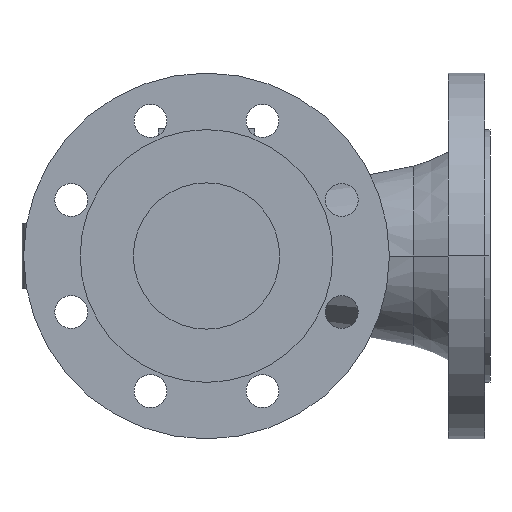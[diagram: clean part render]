
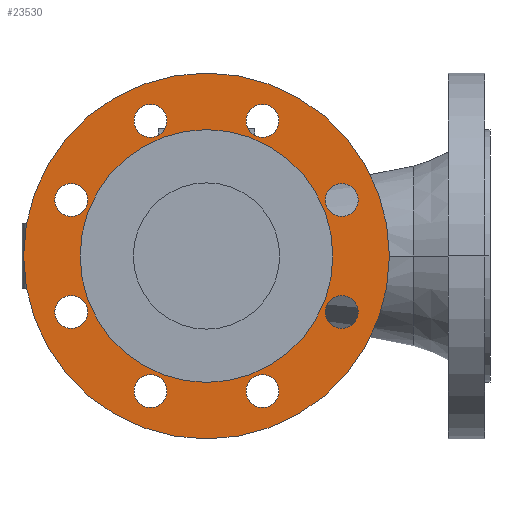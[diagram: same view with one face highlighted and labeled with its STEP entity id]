
A CAD part, front view. The second image highlights one B-rep face of the part: STEP entity #23530.
In plain terms, the highlighted planar face has unit normal (0, -1, 0).
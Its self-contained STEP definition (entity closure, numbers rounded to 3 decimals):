
#2020=CARTESIAN_POINT('',(69.1,3.,0.));
#2030=VERTEX_POINT('',#2020);
#2060=CARTESIAN_POINT('',(0.,3.,0.));
#2070=DIRECTION('',(0.,-1.,-0.));
#2080=DIRECTION('',(-1.,0.,0.));
#2090=AXIS2_PLACEMENT_3D('',#2060,#2070,#2080);
#2100=CIRCLE('',#2090,69.1);
#2110=CARTESIAN_POINT('',(-69.1,3.,0.));
#2120=VERTEX_POINT('',#2110);
#2130=EDGE_CURVE('',#2120,#2030,#2100,.T.);
#2420=CARTESIAN_POINT('',(-100.,3.,0.));
#2430=VERTEX_POINT('',#2420);
#2610=CARTESIAN_POINT('',(100.,3.,0.));
#2620=VERTEX_POINT('',#2610);
#2650=CARTESIAN_POINT('',(0.,3.,0.));
#2660=DIRECTION('',(0.,-1.,-0.));
#2670=DIRECTION('',(-1.,0.,0.));
#2680=AXIS2_PLACEMENT_3D('',#2650,#2660,#2670);
#2690=CIRCLE('',#2680,100.);
#2700=EDGE_CURVE('',#2620,#2430,#2690,.T.);
#10030=CARTESIAN_POINT('',(82.91,3.,-30.615));
#10040=VERTEX_POINT('',#10030);
#10200=CARTESIAN_POINT('',(64.91,3.,-30.615));
#10210=VERTEX_POINT('',#10200);
#10240=CARTESIAN_POINT('',(73.91,3.,-30.615));
#10250=DIRECTION('',(-0.,1.,0.));
#10260=DIRECTION('',(1.,0.,0.));
#10270=AXIS2_PLACEMENT_3D('',#10240,#10250,#10260);
#10280=CIRCLE('',#10270,9.);
#10290=EDGE_CURVE('',#10210,#10040,#10280,.T.);
#10450=CARTESIAN_POINT('',(64.91,3.,30.615));
#10460=VERTEX_POINT('',#10450);
#10490=CARTESIAN_POINT('',(73.91,3.,30.615));
#10500=DIRECTION('',(-0.,1.,0.));
#10510=DIRECTION('',(1.,0.,0.));
#10520=AXIS2_PLACEMENT_3D('',#10490,#10500,#10510);
#10530=CIRCLE('',#10520,9.);
#10540=CARTESIAN_POINT('',(82.91,3.,30.615));
#10550=VERTEX_POINT('',#10540);
#10560=EDGE_CURVE('',#10460,#10550,#10530,.T.);
#10870=CARTESIAN_POINT('',(21.615,3.,73.91));
#10880=VERTEX_POINT('',#10870);
#11040=CARTESIAN_POINT('',(39.615,3.,73.91));
#11050=VERTEX_POINT('',#11040);
#11080=CARTESIAN_POINT('',(30.615,3.,73.91));
#11090=DIRECTION('',(-0.,1.,0.));
#11100=DIRECTION('',(1.,0.,0.));
#11110=AXIS2_PLACEMENT_3D('',#11080,#11090,#11100);
#11120=CIRCLE('',#11110,9.);
#11130=EDGE_CURVE('',#11050,#10880,#11120,.T.);
#11290=CARTESIAN_POINT('',(-21.615,3.,73.91));
#11300=VERTEX_POINT('',#11290);
#11460=CARTESIAN_POINT('',(-39.615,3.,73.91));
#11470=VERTEX_POINT('',#11460);
#11500=CARTESIAN_POINT('',(-30.615,3.,73.91));
#11510=DIRECTION('',(-0.,1.,0.));
#11520=DIRECTION('',(1.,0.,0.));
#11530=AXIS2_PLACEMENT_3D('',#11500,#11510,#11520);
#11540=CIRCLE('',#11530,9.);
#11550=EDGE_CURVE('',#11470,#11300,#11540,.T.);
#11710=CARTESIAN_POINT('',(-82.91,3.,30.615));
#11720=VERTEX_POINT('',#11710);
#11750=CARTESIAN_POINT('',(-73.91,3.,30.615));
#11760=DIRECTION('',(-0.,1.,0.));
#11770=DIRECTION('',(1.,0.,0.));
#11780=AXIS2_PLACEMENT_3D('',#11750,#11760,#11770);
#11790=CIRCLE('',#11780,9.);
#11800=CARTESIAN_POINT('',(-64.91,3.,30.615));
#11810=VERTEX_POINT('',#11800);
#11820=EDGE_CURVE('',#11720,#11810,#11790,.T.);
#12130=CARTESIAN_POINT('',(-82.91,3.,-30.615));
#12140=VERTEX_POINT('',#12130);
#12170=CARTESIAN_POINT('',(-73.91,3.,-30.615));
#12180=DIRECTION('',(-0.,1.,0.));
#12190=DIRECTION('',(1.,0.,0.));
#12200=AXIS2_PLACEMENT_3D('',#12170,#12180,#12190);
#12210=CIRCLE('',#12200,9.);
#12220=CARTESIAN_POINT('',(-64.91,3.,-30.615));
#12230=VERTEX_POINT('',#12220);
#12240=EDGE_CURVE('',#12140,#12230,#12210,.T.);
#12550=CARTESIAN_POINT('',(-21.615,3.,-73.91));
#12560=VERTEX_POINT('',#12550);
#12590=CARTESIAN_POINT('',(-30.615,3.,-73.91));
#12600=DIRECTION('',(-0.,1.,0.));
#12610=DIRECTION('',(1.,0.,0.));
#12620=AXIS2_PLACEMENT_3D('',#12590,#12600,#12610);
#12630=CIRCLE('',#12620,9.);
#12640=CARTESIAN_POINT('',(-39.615,3.,-73.91));
#12650=VERTEX_POINT('',#12640);
#12660=EDGE_CURVE('',#12560,#12650,#12630,.T.);
#12970=CARTESIAN_POINT('',(21.615,3.,-73.91));
#12980=VERTEX_POINT('',#12970);
#13010=CARTESIAN_POINT('',(30.615,3.,-73.91));
#13020=DIRECTION('',(-0.,1.,0.));
#13030=DIRECTION('',(1.,0.,0.));
#13040=AXIS2_PLACEMENT_3D('',#13010,#13020,#13030);
#13050=CIRCLE('',#13040,9.);
#13060=CARTESIAN_POINT('',(39.615,3.,-73.91));
#13070=VERTEX_POINT('',#13060);
#13080=EDGE_CURVE('',#12980,#13070,#13050,.T.);
#22980=CARTESIAN_POINT('',(-84.55,3.,0.));
#22990=DIRECTION('',(0.,-1.,-0.));
#23000=DIRECTION('',(-1.,0.,0.));
#23010=AXIS2_PLACEMENT_3D('',#22980,#22990,#23000);
#23020=PLANE('',#23010);
#23030=EDGE_CURVE('',#13070,#12980,#13050,.T.);
#23040=ORIENTED_EDGE('',*,*,#23030,.T.);
#23050=ORIENTED_EDGE('',*,*,#13080,.T.);
#23060=EDGE_LOOP('',(#23050,#23040));
#23070=FACE_BOUND('',#23060,.T.);
#23080=ORIENTED_EDGE('',*,*,#12660,.T.);
#23090=EDGE_CURVE('',#12650,#12560,#12630,.T.);
#23100=ORIENTED_EDGE('',*,*,#23090,.T.);
#23110=EDGE_LOOP('',(#23100,#23080));
#23120=FACE_BOUND('',#23110,.T.);
#23130=EDGE_CURVE('',#12230,#12140,#12210,.T.);
#23140=ORIENTED_EDGE('',*,*,#23130,.T.);
#23150=ORIENTED_EDGE('',*,*,#12240,.T.);
#23160=EDGE_LOOP('',(#23150,#23140));
#23170=FACE_BOUND('',#23160,.T.);
#23180=ORIENTED_EDGE('',*,*,#11820,.T.);
#23190=EDGE_CURVE('',#11810,#11720,#11790,.T.);
#23200=ORIENTED_EDGE('',*,*,#23190,.T.);
#23210=EDGE_LOOP('',(#23200,#23180));
#23220=FACE_BOUND('',#23210,.T.);
#23230=EDGE_CURVE('',#11300,#11470,#11540,.T.);
#23240=ORIENTED_EDGE('',*,*,#23230,.T.);
#23250=ORIENTED_EDGE('',*,*,#11550,.T.);
#23260=EDGE_LOOP('',(#23250,#23240));
#23270=FACE_BOUND('',#23260,.T.);
#23280=EDGE_CURVE('',#10880,#11050,#11120,.T.);
#23290=ORIENTED_EDGE('',*,*,#23280,.T.);
#23300=ORIENTED_EDGE('',*,*,#11130,.T.);
#23310=EDGE_LOOP('',(#23300,#23290));
#23320=FACE_BOUND('',#23310,.T.);
#23330=EDGE_CURVE('',#10550,#10460,#10530,.T.);
#23340=ORIENTED_EDGE('',*,*,#23330,.T.);
#23350=ORIENTED_EDGE('',*,*,#10560,.T.);
#23360=EDGE_LOOP('',(#23350,#23340));
#23370=FACE_BOUND('',#23360,.T.);
#23380=EDGE_CURVE('',#10040,#10210,#10280,.T.);
#23390=ORIENTED_EDGE('',*,*,#23380,.T.);
#23400=ORIENTED_EDGE('',*,*,#10290,.T.);
#23410=EDGE_LOOP('',(#23400,#23390));
#23420=FACE_BOUND('',#23410,.T.);
#23430=EDGE_CURVE('',#2030,#2120,#2100,.T.);
#23440=ORIENTED_EDGE('',*,*,#23430,.F.);
#23450=ORIENTED_EDGE('',*,*,#2130,.F.);
#23460=EDGE_LOOP('',(#23450,#23440));
#23470=FACE_BOUND('',#23460,.T.);
#23480=EDGE_CURVE('',#2430,#2620,#2690,.T.);
#23490=ORIENTED_EDGE('',*,*,#23480,.T.);
#23500=ORIENTED_EDGE('',*,*,#2700,.T.);
#23510=EDGE_LOOP('',(#23500,#23490));
#23520=FACE_OUTER_BOUND('',#23510,.T.);
#23530=ADVANCED_FACE('',(#23070,#23120,#23170,#23220,#23270,#23320,
#23370,#23420,#23470,#23520),#23020,.T.);
